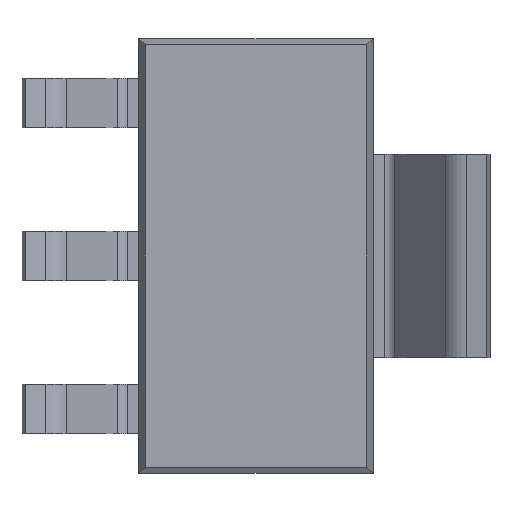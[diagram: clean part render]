
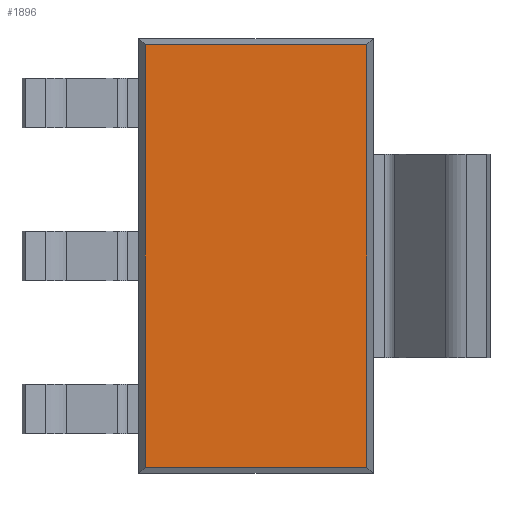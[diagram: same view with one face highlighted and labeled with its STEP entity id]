
A CAD part, front view. The second image highlights one B-rep face of the part: STEP entity #1896.
In plain terms, the highlighted planar face has unit normal (0, -1, 0).
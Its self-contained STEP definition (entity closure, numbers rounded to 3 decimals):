
#51 = CARTESIAN_POINT ( 'NONE',  ( 0., 0., -3.155 ) ) ;
#148 = CARTESIAN_POINT ( 'NONE',  ( 0., 0., 0. ) ) ;
#164 = DIRECTION ( 'NONE',  ( 0., 1., 0. ) ) ;
#343 = VERTEX_POINT ( 'NONE', #1817 ) ;
#403 = AXIS2_PLACEMENT_3D ( 'NONE', #148, #164, #959 ) ;
#450 = VECTOR ( 'NONE', #637, 1000. ) ;
#508 = EDGE_LOOP ( 'NONE', ( #2036, #537, #1843, #1968 ) ) ;
#537 = ORIENTED_EDGE ( 'NONE', *, *, #1778, .F. ) ;
#637 = DIRECTION ( 'NONE',  ( 0., 0., -1. ) ) ;
#661 = EDGE_CURVE ( 'NONE', #343, #1209, #801, .T. ) ;
#759 = CARTESIAN_POINT ( 'NONE',  ( -1.657, 0., 3.155 ) ) ;
#771 = LINE ( 'NONE', #1102, #1190 ) ;
#801 = LINE ( 'NONE', #2102, #450 ) ;
#901 = LINE ( 'NONE', #1548, #2021 ) ;
#959 = DIRECTION ( 'NONE',  ( 1., 0., 0. ) ) ;
#979 = FACE_OUTER_BOUND ( 'NONE', #508, .T. ) ;
#1022 = LINE ( 'NONE', #51, #1192 ) ;
#1095 = EDGE_CURVE ( 'NONE', #1143, #343, #901, .T. ) ;
#1102 = CARTESIAN_POINT ( 'NONE',  ( -1.657, 0., 0. ) ) ;
#1111 = VERTEX_POINT ( 'NONE', #2050 ) ;
#1143 = VERTEX_POINT ( 'NONE', #759 ) ;
#1190 = VECTOR ( 'NONE', #2001, 1000. ) ;
#1192 = VECTOR ( 'NONE', #2040, 1000. ) ;
#1209 = VERTEX_POINT ( 'NONE', #1281 ) ;
#1281 = CARTESIAN_POINT ( 'NONE',  ( 1.657, 0., -3.155 ) ) ;
#1415 = DIRECTION ( 'NONE',  ( 1., 0., 0. ) ) ;
#1548 = CARTESIAN_POINT ( 'NONE',  ( 0., 0., 3.155 ) ) ;
#1750 = EDGE_CURVE ( 'NONE', #1111, #1143, #771, .T. ) ;
#1777 = PLANE ( 'NONE',  #403 ) ;
#1778 = EDGE_CURVE ( 'NONE', #1209, #1111, #1022, .T. ) ;
#1817 = CARTESIAN_POINT ( 'NONE',  ( 1.657, 0., 3.155 ) ) ;
#1843 = ORIENTED_EDGE ( 'NONE', *, *, #661, .F. ) ;
#1896 = ADVANCED_FACE ( 'NONE', ( #979 ), #1777, .F. ) ;
#1968 = ORIENTED_EDGE ( 'NONE', *, *, #1095, .F. ) ;
#2001 = DIRECTION ( 'NONE',  ( 0., 0., 1. ) ) ;
#2021 = VECTOR ( 'NONE', #1415, 1000. ) ;
#2036 = ORIENTED_EDGE ( 'NONE', *, *, #1750, .F. ) ;
#2040 = DIRECTION ( 'NONE',  ( -1., 0., 0. ) ) ;
#2050 = CARTESIAN_POINT ( 'NONE',  ( -1.657, 0., -3.155 ) ) ;
#2102 = CARTESIAN_POINT ( 'NONE',  ( 1.657, 0., 0. ) ) ;
